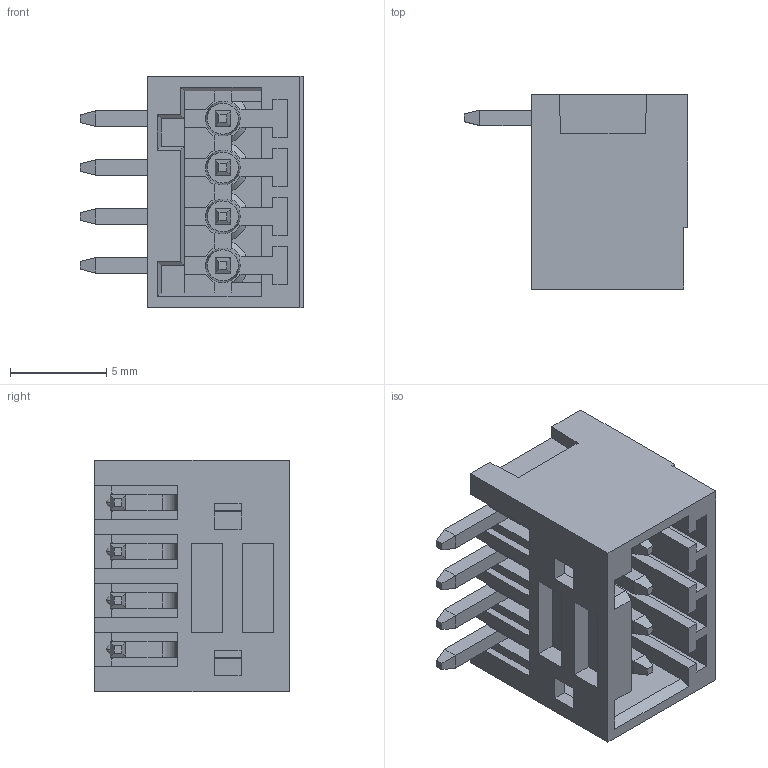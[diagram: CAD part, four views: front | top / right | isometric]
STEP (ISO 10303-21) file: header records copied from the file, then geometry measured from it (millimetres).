
FILE_DESCRIPTION( ('This file contains a STEP AP42 implementation' ,'as created by ZW3D STEP Interface translator.') ,'2;1' );
FILE_NAME( 'WJ15EDGRC-2.54-04P.stp' ,'22 824. 84158', (''), ('ZWCAD Software Co.'), 'Version 1.0', 'ZW3D to STEP translator', '' );
FILE_SCHEMA(('AUTOMOTIVE_DESIGN { 1 0 10303 214 1 1 1 1 }'));
Length unit declared in the file: millimetre
Products named in the file (2): 0; WJ15EDGRC-2.54-08P
Bounding box: 11.6 x 10.1 x 12.02 mm (x, y, z)
Volume: 528.5 mm3; surface area: 1316.5 mm2
Topology: 1 solids, 1 shells, 368 faces, 972 edges, 617 vertices
Faces by surface type: plane 311, cone 25, bspline 20, sphere 8, cylinder 4
Entity records: 11792 total; most frequent: CARTESIAN_POINT 2369, ORIENTED_EDGE 1928, DIRECTION 1762, EDGE_CURVE 964, VECTOR 822, LINE 822, VERTEX_POINT 617, AXIS2_PLACEMENT_3D 470
